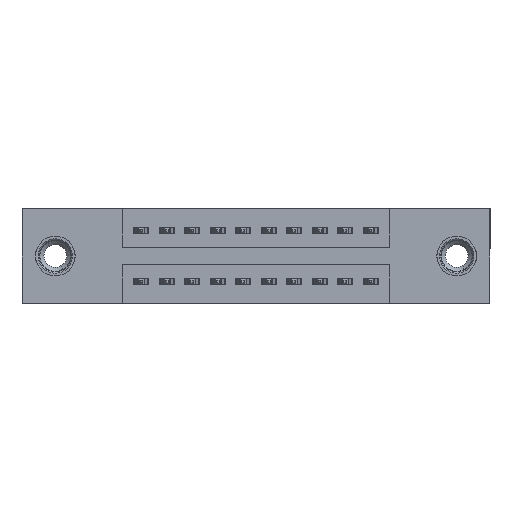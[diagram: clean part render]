
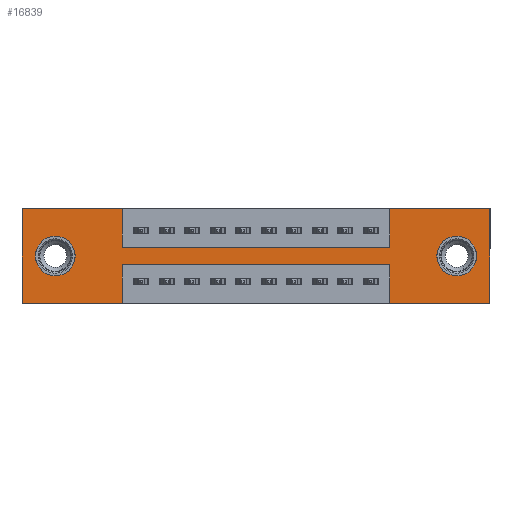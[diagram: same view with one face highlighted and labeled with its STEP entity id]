
A CAD part, front view. The second image highlights one B-rep face of the part: STEP entity #16839.
In plain terms, the highlighted planar face has unit normal (0, -1, 0).
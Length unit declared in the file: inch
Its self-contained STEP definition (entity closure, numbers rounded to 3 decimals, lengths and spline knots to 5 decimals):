
#181 = EDGE_CURVE ( 'NONE', #5558, #2794, #16681, .T. ) ;
#202 = LINE ( 'NONE', #2141, #8006 ) ;
#240 = LINE ( 'NONE', #6208, #13801 ) ;
#339 = ORIENTED_EDGE ( 'NONE', *, *, #16416, .F. ) ;
#505 = ORIENTED_EDGE ( 'NONE', *, *, #9186, .T. ) ;
#602 = FACE_BOUND ( 'NONE', #4963, .T. ) ;
#729 = DIRECTION ( 'NONE',  ( 0., 0., 1. ) ) ;
#972 = ORIENTED_EDGE ( 'NONE', *, *, #1804, .F. ) ;
#1219 = CARTESIAN_POINT ( 'NONE',  ( 1.705, 0., -0.185 ) ) ;
#1390 = CARTESIAN_POINT ( 'NONE',  ( 0.13, 0., -0.185 ) ) ;
#1436 = EDGE_CURVE ( 'NONE', #2192, #6368, #16436, .T. ) ;
#1541 = AXIS2_PLACEMENT_3D ( 'NONE', #7014, #6955, #8295 ) ;
#1791 = DIRECTION ( 'NONE',  ( 1., 0., 0. ) ) ;
#1804 = EDGE_CURVE ( 'NONE', #7152, #15342, #5061, .T. ) ;
#1856 = LINE ( 'NONE', #4464, #4562 ) ;
#1972 = ORIENTED_EDGE ( 'NONE', *, *, #4280, .T. ) ;
#2141 = CARTESIAN_POINT ( 'NONE',  ( 0., 0., -0.37 ) ) ;
#2192 = VERTEX_POINT ( 'NONE', #10582 ) ;
#2512 = CARTESIAN_POINT ( 'NONE',  ( 0.3925, 0., -0.37 ) ) ;
#2574 = CIRCLE ( 'NONE', #15921, 0.078 ) ;
#2598 = ORIENTED_EDGE ( 'NONE', *, *, #12899, .F. ) ;
#2740 = CARTESIAN_POINT ( 'NONE',  ( 0.3925, 0., -0.22 ) ) ;
#2794 = VERTEX_POINT ( 'NONE', #5971 ) ;
#2820 = VECTOR ( 'NONE', #729, 39.37008 ) ;
#3029 = ORIENTED_EDGE ( 'NONE', *, *, #9739, .F. ) ;
#3030 = EDGE_CURVE ( 'NONE', #10931, #6353, #9715, .T. ) ;
#3337 = DIRECTION ( 'NONE',  ( 0., 0., -1. ) ) ;
#3364 = DIRECTION ( 'NONE',  ( 0., 1., 0. ) ) ;
#3434 = DIRECTION ( 'NONE',  ( -1., 0., 0. ) ) ;
#3480 = CARTESIAN_POINT ( 'NONE',  ( 1.4425, 0., -0.15 ) ) ;
#3567 = VERTEX_POINT ( 'NONE', #14526 ) ;
#3818 = ORIENTED_EDGE ( 'NONE', *, *, #1436, .T. ) ;
#3935 = LINE ( 'NONE', #13005, #16951 ) ;
#4030 = AXIS2_PLACEMENT_3D ( 'NONE', #8779, #16594, #7332 ) ;
#4078 = CARTESIAN_POINT ( 'NONE',  ( 1.4425, 0., -0.22 ) ) ;
#4083 = DIRECTION ( 'NONE',  ( 0., 1., 0. ) ) ;
#4210 = VERTEX_POINT ( 'NONE', #2740 ) ;
#4237 = VERTEX_POINT ( 'NONE', #2512 ) ;
#4280 = EDGE_CURVE ( 'NONE', #6368, #2192, #2574, .T. ) ;
#4383 = DIRECTION ( 'NONE',  ( -1., 0., 0. ) ) ;
#4464 = CARTESIAN_POINT ( 'NONE',  ( 0., 0., 0. ) ) ;
#4562 = VECTOR ( 'NONE', #9480, 39.37008 ) ;
#4741 = ORIENTED_EDGE ( 'NONE', *, *, #6308, .F. ) ;
#4743 = VECTOR ( 'NONE', #3337, 39.37008 ) ;
#4812 = ORIENTED_EDGE ( 'NONE', *, *, #8851, .T. ) ;
#4935 = LINE ( 'NONE', #9691, #8761 ) ;
#4963 = EDGE_LOOP ( 'NONE', ( #3818, #1972 ) ) ;
#5061 = LINE ( 'NONE', #12243, #10708 ) ;
#5080 = CARTESIAN_POINT ( 'NONE',  ( 1.835, 0., -0.37 ) ) ;
#5269 = DIRECTION ( 'NONE',  ( 0., 1., 0. ) ) ;
#5403 = CARTESIAN_POINT ( 'NONE',  ( 1.4425, 0., -0.37 ) ) ;
#5537 = ORIENTED_EDGE ( 'NONE', *, *, #9871, .F. ) ;
#5558 = VERTEX_POINT ( 'NONE', #8871 ) ;
#5566 = EDGE_CURVE ( 'NONE', #15342, #12718, #240, .T. ) ;
#5618 = CARTESIAN_POINT ( 'NONE',  ( 1.705, 0., -0.263 ) ) ;
#5691 = CARTESIAN_POINT ( 'NONE',  ( 0.3925, 0., -0.15 ) ) ;
#5708 = EDGE_CURVE ( 'NONE', #2794, #8709, #6835, .T. ) ;
#5971 = CARTESIAN_POINT ( 'NONE',  ( 0., 0., 0. ) ) ;
#6208 = CARTESIAN_POINT ( 'NONE',  ( 1.4425, 0., -0.37 ) ) ;
#6308 = EDGE_CURVE ( 'NONE', #3567, #7152, #13366, .T. ) ;
#6353 = VERTEX_POINT ( 'NONE', #3480 ) ;
#6368 = VERTEX_POINT ( 'NONE', #16508 ) ;
#6592 = VECTOR ( 'NONE', #12580, 39.37008 ) ;
#6835 = LINE ( 'NONE', #13008, #9027 ) ;
#6955 = DIRECTION ( 'NONE',  ( 0., -1., 0. ) ) ;
#7006 = DIRECTION ( 'NONE',  ( 0., 0., 1. ) ) ;
#7014 = CARTESIAN_POINT ( 'NONE',  ( 0., 0., -0.37 ) ) ;
#7067 = DIRECTION ( 'NONE',  ( 0., 0., -1. ) ) ;
#7125 = CARTESIAN_POINT ( 'NONE',  ( 0., 0., 0. ) ) ;
#7152 = VERTEX_POINT ( 'NONE', #5080 ) ;
#7310 = CARTESIAN_POINT ( 'NONE',  ( 0.3925, 0., -0.37 ) ) ;
#7332 = DIRECTION ( 'NONE',  ( 0., 0., 1. ) ) ;
#7965 = ORIENTED_EDGE ( 'NONE', *, *, #5566, .F. ) ;
#8006 = VECTOR ( 'NONE', #3434, 39.37008 ) ;
#8113 = EDGE_CURVE ( 'NONE', #12718, #4210, #3935, .T. ) ;
#8168 = LINE ( 'NONE', #7310, #4743 ) ;
#8295 = DIRECTION ( 'NONE',  ( 0., 0., -1. ) ) ;
#8475 = AXIS2_PLACEMENT_3D ( 'NONE', #13654, #3364, #9651 ) ;
#8629 = CARTESIAN_POINT ( 'NONE',  ( 1.835, 0., 0. ) ) ;
#8651 = ORIENTED_EDGE ( 'NONE', *, *, #8113, .F. ) ;
#8709 = VERTEX_POINT ( 'NONE', #13260 ) ;
#8761 = VECTOR ( 'NONE', #7006, 39.37008 ) ;
#8779 = CARTESIAN_POINT ( 'NONE',  ( 0.13, 0., -0.185 ) ) ;
#8851 = EDGE_CURVE ( 'NONE', #10751, #11479, #11485, .T. ) ;
#8871 = CARTESIAN_POINT ( 'NONE',  ( 0., 0., -0.37 ) ) ;
#8874 = DIRECTION ( 'NONE',  ( 0., 0., -1. ) ) ;
#9027 = VECTOR ( 'NONE', #15611, 39.37008 ) ;
#9056 = EDGE_LOOP ( 'NONE', ( #505, #4812 ) ) ;
#9186 = EDGE_CURVE ( 'NONE', #11479, #10751, #12256, .T. ) ;
#9480 = DIRECTION ( 'NONE',  ( 1., 0., 0. ) ) ;
#9651 = DIRECTION ( 'NONE',  ( 0., 0., -1. ) ) ;
#9691 = CARTESIAN_POINT ( 'NONE',  ( 1.4425, 0., 0. ) ) ;
#9715 = LINE ( 'NONE', #5691, #10539 ) ;
#9739 = EDGE_CURVE ( 'NONE', #4210, #4237, #8168, .T. ) ;
#9871 = EDGE_CURVE ( 'NONE', #6353, #15494, #4935, .T. ) ;
#10312 = LINE ( 'NONE', #14820, #14841 ) ;
#10539 = VECTOR ( 'NONE', #1791, 39.37008 ) ;
#10582 = CARTESIAN_POINT ( 'NONE',  ( 0.13, 0., -0.107 ) ) ;
#10708 = VECTOR ( 'NONE', #14898, 39.37008 ) ;
#10751 = VERTEX_POINT ( 'NONE', #5618 ) ;
#10906 = EDGE_LOOP ( 'NONE', ( #3029, #8651, #7965, #972, #4741, #14959, #5537, #15133, #2598, #11287, #14701, #339 ) ) ;
#10931 = VERTEX_POINT ( 'NONE', #16063 ) ;
#11287 = ORIENTED_EDGE ( 'NONE', *, *, #5708, .F. ) ;
#11479 = VERTEX_POINT ( 'NONE', #12080 ) ;
#11485 = CIRCLE ( 'NONE', #8475, 0.078 ) ;
#12080 = CARTESIAN_POINT ( 'NONE',  ( 1.705, 0., -0.107 ) ) ;
#12243 = CARTESIAN_POINT ( 'NONE',  ( 0., 0., -0.37 ) ) ;
#12256 = CIRCLE ( 'NONE', #16018, 0.078 ) ;
#12271 = CARTESIAN_POINT ( 'NONE',  ( 1.4425, 0., 0. ) ) ;
#12580 = DIRECTION ( 'NONE',  ( 0., 0., -1. ) ) ;
#12718 = VERTEX_POINT ( 'NONE', #4078 ) ;
#12899 = EDGE_CURVE ( 'NONE', #8709, #10931, #10312, .T. ) ;
#13005 = CARTESIAN_POINT ( 'NONE',  ( 0.3925, 0., -0.22 ) ) ;
#13008 = CARTESIAN_POINT ( 'NONE',  ( 0., 0., 0. ) ) ;
#13260 = CARTESIAN_POINT ( 'NONE',  ( 0.3925, 0., 0. ) ) ;
#13366 = LINE ( 'NONE', #8629, #6592 ) ;
#13654 = CARTESIAN_POINT ( 'NONE',  ( 1.705, 0., -0.185 ) ) ;
#13801 = VECTOR ( 'NONE', #14235, 39.37008 ) ;
#14155 = FACE_BOUND ( 'NONE', #9056, .T. ) ;
#14235 = DIRECTION ( 'NONE',  ( 0., 0., 1. ) ) ;
#14526 = CARTESIAN_POINT ( 'NONE',  ( 1.835, 0., 0. ) ) ;
#14701 = ORIENTED_EDGE ( 'NONE', *, *, #181, .F. ) ;
#14820 = CARTESIAN_POINT ( 'NONE',  ( 0.3925, 0., 0. ) ) ;
#14841 = VECTOR ( 'NONE', #7067, 39.37008 ) ;
#14886 = PLANE ( 'NONE',  #1541 ) ;
#14898 = DIRECTION ( 'NONE',  ( -1., 0., 0. ) ) ;
#14959 = ORIENTED_EDGE ( 'NONE', *, *, #16936, .F. ) ;
#15133 = ORIENTED_EDGE ( 'NONE', *, *, #3030, .F. ) ;
#15342 = VERTEX_POINT ( 'NONE', #5403 ) ;
#15494 = VERTEX_POINT ( 'NONE', #12271 ) ;
#15611 = DIRECTION ( 'NONE',  ( 1., 0., 0. ) ) ;
#15921 = AXIS2_PLACEMENT_3D ( 'NONE', #1390, #4083, #16817 ) ;
#16018 = AXIS2_PLACEMENT_3D ( 'NONE', #1219, #5269, #8874 ) ;
#16063 = CARTESIAN_POINT ( 'NONE',  ( 0.3925, 0., -0.15 ) ) ;
#16416 = EDGE_CURVE ( 'NONE', #4237, #5558, #202, .T. ) ;
#16436 = CIRCLE ( 'NONE', #4030, 0.078 ) ;
#16508 = CARTESIAN_POINT ( 'NONE',  ( 0.13, 0., -0.263 ) ) ;
#16556 = FACE_OUTER_BOUND ( 'NONE', #10906, .T. ) ;
#16594 = DIRECTION ( 'NONE',  ( 0., 1., 0. ) ) ;
#16681 = LINE ( 'NONE', #7125, #2820 ) ;
#16817 = DIRECTION ( 'NONE',  ( 0., 0., 1. ) ) ;
#16839 = ADVANCED_FACE ( 'NONE', ( #14155, #602, #16556 ), #14886, .T. ) ;
#16936 = EDGE_CURVE ( 'NONE', #15494, #3567, #1856, .T. ) ;
#16951 = VECTOR ( 'NONE', #4383, 39.37008 ) ;
